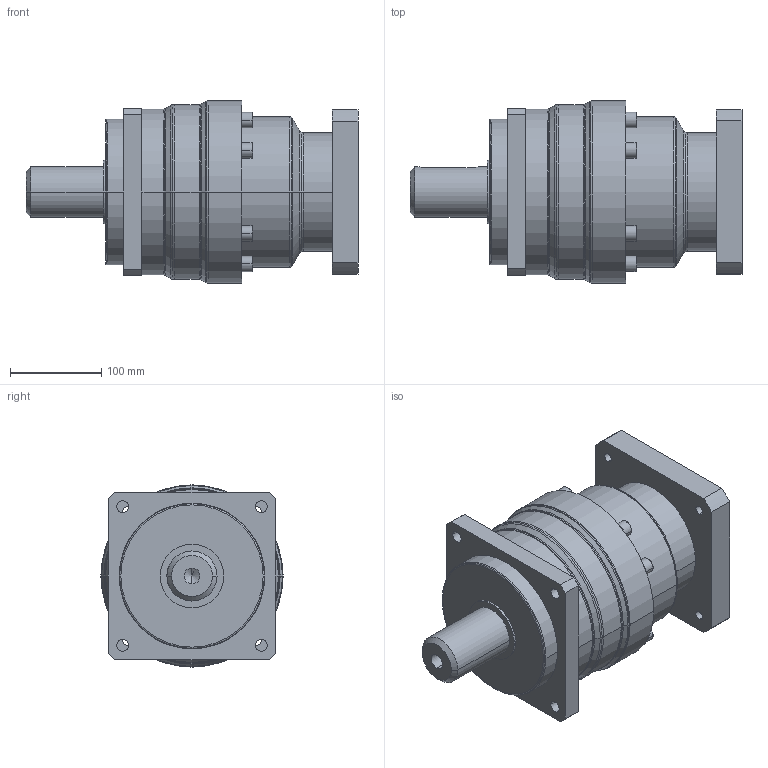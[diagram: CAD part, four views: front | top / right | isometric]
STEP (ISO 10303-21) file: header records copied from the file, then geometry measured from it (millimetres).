
FILE_DESCRIPTION((''),'2;1');
FILE_NAME('00_ASM','2022-06-10T15:39:03',('Administrator'),(''),'CREO PARAMETRIC BY PTC INC, 2019010','CREO PARAMETRIC BY PTC INC, 2019010','');
FILE_SCHEMA(('CONFIG_CONTROL_DESIGN'));
Length unit declared in the file: millimetre
Products named in the file (10): M2010001; _710001; _720001; 410001; 420001; 430001; 440001; 450001; 460001; 00_ASM
Assembly tree (9 placements, depth 2):
  00_ASM
    M2010001
    _710001
    _720001
    410001
    420001
    430001
    440001
    450001
    460001
Bounding box: 364.25 x 200 x 200 mm (x, y, z)
Volume: 6653992.5 mm3; surface area: 344523.2 mm2
Topology: 9 solids, 9 shells, 254 faces, 579 edges, 361 vertices
Faces by surface type: plane 104, cylinder 72, torus 64, cone 14
Entity records: 7488 total; most frequent: DIRECTION 1403, CARTESIAN_POINT 1295, ORIENTED_EDGE 1154, EDGE_CURVE 577, AXIS2_PLACEMENT_3D 565, VERTEX_POINT 361, CIRCLE 292, EDGE_LOOP 290
